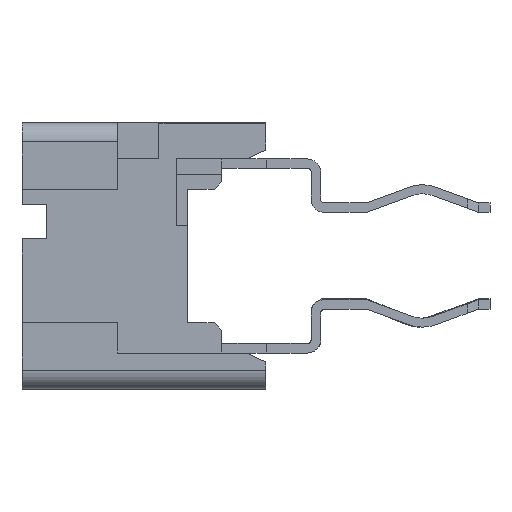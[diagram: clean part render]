
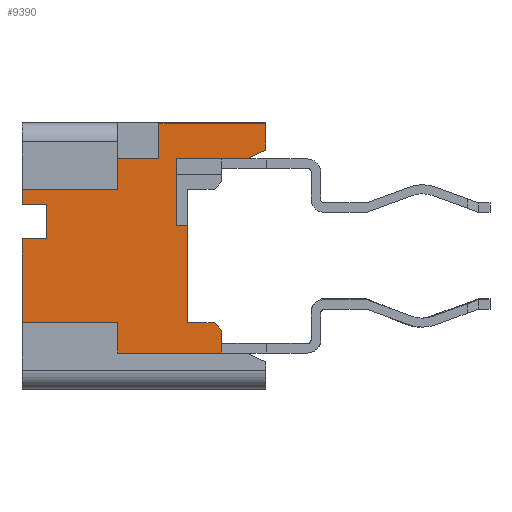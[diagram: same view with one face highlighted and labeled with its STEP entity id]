
A CAD part, left-side view. The second image highlights one B-rep face of the part: STEP entity #9390.
In plain terms, the highlighted planar face has unit normal (-1, 0, 0).
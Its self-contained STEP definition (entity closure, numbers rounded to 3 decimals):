
#27=DIRECTION('',(0.,0.,-1.));
#28=VECTOR('',#27,0.694);
#29=CARTESIAN_POINT('',(-5.985,0.,3.477));
#30=LINE('',#29,#28);
#89=DIRECTION('',(0.,1.,0.));
#90=VECTOR('',#89,0.7);
#91=CARTESIAN_POINT('',(-5.985,1.35,-1.75));
#92=LINE('',#91,#90);
#161=DIRECTION('',(0.,0.,1.));
#162=VECTOR('',#161,0.927);
#163=CARTESIAN_POINT('',(-5.985,2.8,2.55));
#164=LINE('',#163,#162);
#165=DIRECTION('',(0.,-1.,0.));
#166=VECTOR('',#165,2.8);
#167=CARTESIAN_POINT('',(-5.985,2.8,3.477));
#168=LINE('',#167,#166);
#169=DIRECTION('',(0.,0.,-1.));
#170=VECTOR('',#169,1.75);
#171=CARTESIAN_POINT('',(-5.985,2.35,2.55));
#172=LINE('',#171,#170);
#173=DIRECTION('',(0.,1.,0.));
#174=VECTOR('',#173,0.3);
#175=CARTESIAN_POINT('',(-5.985,2.05,0.8));
#176=LINE('',#175,#174);
#177=DIRECTION('',(0.,0.,-1.));
#178=VECTOR('',#177,2.55);
#179=CARTESIAN_POINT('',(-5.985,2.05,0.8));
#180=LINE('',#179,#178);
#181=DIRECTION('',(0.,-1.,0.));
#182=VECTOR('',#181,2.75);
#183=CARTESIAN_POINT('',(-5.985,3.9,-2.55));
#184=LINE('',#183,#182);
#185=DIRECTION('',(0.,0.,-1.));
#186=VECTOR('',#185,0.8);
#187=CARTESIAN_POINT('',(-5.985,3.9,-1.75));
#188=LINE('',#187,#186);
#189=DIRECTION('',(0.,1.,0.));
#190=VECTOR('',#189,2.5);
#191=CARTESIAN_POINT('',(-5.985,3.9,-1.75));
#192=LINE('',#191,#190);
#193=DIRECTION('',(0.,-1.,0.));
#194=VECTOR('',#193,0.65);
#195=CARTESIAN_POINT('',(-5.985,6.4,0.45));
#196=LINE('',#195,#194);
#197=DIRECTION('',(0.,0.,-1.));
#198=VECTOR('',#197,0.9);
#199=CARTESIAN_POINT('',(-5.985,5.75,1.35));
#200=LINE('',#199,#198);
#201=DIRECTION('',(0.,-1.,0.));
#202=VECTOR('',#201,0.65);
#203=CARTESIAN_POINT('',(-5.985,6.4,1.35));
#204=LINE('',#203,#202);
#205=DIRECTION('',(0.,-1.,0.));
#206=VECTOR('',#205,1.1);
#207=CARTESIAN_POINT('',(-5.985,3.9,2.55));
#208=LINE('',#207,#206);
#248=DIRECTION('',(0.,0.,-1.));
#249=VECTOR('',#248,0.8);
#250=CARTESIAN_POINT('',(-5.985,3.9,2.55));
#251=LINE('',#250,#249);
#484=DIRECTION('',(0.,0.,-1.));
#485=VECTOR('',#484,0.6);
#486=CARTESIAN_POINT('',(-5.985,1.15,-1.95));
#487=LINE('',#486,#485);
#596=DIRECTION('',(0.,-0.707,-0.707));
#597=VECTOR('',#596,0.283);
#598=CARTESIAN_POINT('',(-5.985,1.35,-1.75));
#599=LINE('',#598,#597);
#1799=DIRECTION('',(0.,1.,0.));
#1800=VECTOR('',#1799,2.5);
#1801=CARTESIAN_POINT('',(-5.985,3.9,1.75));
#1802=LINE('',#1801,#1800);
#1935=DIRECTION('',(0.,1.,0.));
#1936=VECTOR('',#1935,1.85);
#1937=CARTESIAN_POINT('',(-5.985,0.5,2.55));
#1938=LINE('',#1937,#1936);
#2671=DIRECTION('',(0.,0.906,-0.423));
#2672=VECTOR('',#2671,0.552);
#2673=CARTESIAN_POINT('',(-5.985,0.,2.783));
#2674=LINE('',#2673,#2672);
#2711=DIRECTION('',(0.,0.,1.));
#2712=VECTOR('',#2711,2.2);
#2713=CARTESIAN_POINT('',(-5.985,6.4,-1.75));
#2714=LINE('',#2713,#2712);
#2803=DIRECTION('',(0.,0.,1.));
#2804=VECTOR('',#2803,0.4);
#2805=CARTESIAN_POINT('',(-5.985,6.4,1.35));
#2806=LINE('',#2805,#2804);
#6977=CARTESIAN_POINT('',(-5.985,6.4,-1.75));
#6978=VERTEX_POINT('',#6977);
#6979=CARTESIAN_POINT('',(-5.985,6.4,1.75));
#6981=VERTEX_POINT('',#6979);
#7001=CARTESIAN_POINT('',(-5.985,6.4,0.45));
#7003=VERTEX_POINT('',#7001);
#7005=CARTESIAN_POINT('',(-5.985,6.4,1.35));
#7006=CARTESIAN_POINT('',(-5.985,5.75,1.35));
#7007=VERTEX_POINT('',#7005);
#7008=VERTEX_POINT('',#7006);
#7009=CARTESIAN_POINT('',(-5.985,5.75,0.45));
#7010=VERTEX_POINT('',#7009);
#7123=CARTESIAN_POINT('',(-5.985,3.9,-1.75));
#7124=VERTEX_POINT('',#7123);
#7125=CARTESIAN_POINT('',(-5.985,3.9,-2.55));
#7126=VERTEX_POINT('',#7125);
#7259=CARTESIAN_POINT('',(-5.985,2.05,0.8));
#7260=CARTESIAN_POINT('',(-5.985,2.05,-1.75));
#7261=VERTEX_POINT('',#7259);
#7262=VERTEX_POINT('',#7260);
#7521=CARTESIAN_POINT('',(-5.985,0.,3.477));
#7522=CARTESIAN_POINT('',(-5.985,0.,2.783));
#7523=VERTEX_POINT('',#7521);
#7524=VERTEX_POINT('',#7522);
#7553=CARTESIAN_POINT('',(-5.985,2.35,0.8));
#7554=VERTEX_POINT('',#7553);
#7561=CARTESIAN_POINT('',(-5.985,1.35,-1.75));
#7562=VERTEX_POINT('',#7561);
#7563=CARTESIAN_POINT('',(-5.985,1.15,-1.95));
#7564=VERTEX_POINT('',#7563);
#7565=CARTESIAN_POINT('',(-5.985,1.15,-2.55));
#7566=VERTEX_POINT('',#7565);
#7655=CARTESIAN_POINT('',(-5.985,3.9,2.55));
#7656=VERTEX_POINT('',#7655);
#7657=CARTESIAN_POINT('',(-5.985,2.8,2.55));
#7658=VERTEX_POINT('',#7657);
#7660=CARTESIAN_POINT('',(-5.985,3.9,1.75));
#7662=VERTEX_POINT('',#7660);
#7663=CARTESIAN_POINT('',(-5.985,0.5,2.55));
#7664=VERTEX_POINT('',#7663);
#7665=CARTESIAN_POINT('',(-5.985,2.35,2.55));
#7666=VERTEX_POINT('',#7665);
#7667=CARTESIAN_POINT('',(-5.985,2.8,3.477));
#7668=VERTEX_POINT('',#7667);
#9343=CARTESIAN_POINT('',(-5.985,0.,-1.75));
#9344=DIRECTION('',(-1.,0.,0.));
#9345=DIRECTION('',(0.,0.,1.));
#9346=AXIS2_PLACEMENT_3D('',#9343,#9344,#9345);
#9347=PLANE('',#9346);
#9349=ORIENTED_EDGE('',*,*,#9348,.T.);
#9351=ORIENTED_EDGE('',*,*,#9350,.T.);
#9352=ORIENTED_EDGE('',*,*,#9182,.T.);
#9354=ORIENTED_EDGE('',*,*,#9353,.T.);
#9356=ORIENTED_EDGE('',*,*,#9355,.T.);
#9358=ORIENTED_EDGE('',*,*,#9357,.T.);
#9360=ORIENTED_EDGE('',*,*,#9359,.F.);
#9362=ORIENTED_EDGE('',*,*,#9361,.T.);
#9363=ORIENTED_EDGE('',*,*,#9272,.F.);
#9365=ORIENTED_EDGE('',*,*,#9364,.T.);
#9367=ORIENTED_EDGE('',*,*,#9366,.T.);
#9369=ORIENTED_EDGE('',*,*,#9368,.F.);
#9370=ORIENTED_EDGE('',*,*,#9226,.F.);
#9371=ORIENTED_EDGE('',*,*,#9238,.T.);
#9373=ORIENTED_EDGE('',*,*,#9372,.T.);
#9375=ORIENTED_EDGE('',*,*,#9374,.T.);
#9377=ORIENTED_EDGE('',*,*,#9376,.F.);
#9379=ORIENTED_EDGE('',*,*,#9378,.F.);
#9381=ORIENTED_EDGE('',*,*,#9380,.T.);
#9383=ORIENTED_EDGE('',*,*,#9382,.F.);
#9385=ORIENTED_EDGE('',*,*,#9384,.F.);
#9387=ORIENTED_EDGE('',*,*,#9386,.T.);
#9388=EDGE_LOOP('',(#9349,#9351,#9352,#9354,#9356,#9358,#9360,#9362,#9363,#9365,
#9367,#9369,#9370,#9371,#9373,#9375,#9377,#9379,#9381,#9383,#9385,#9387));
#9389=FACE_OUTER_BOUND('',#9388,.F.);
#9390=ADVANCED_FACE('',(#9389),#9347,.T.);
#9182=EDGE_CURVE('',#7523,#7524,#30,.T.);
#9226=EDGE_CURVE('',#7124,#7126,#188,.T.);
#9238=EDGE_CURVE('',#7124,#6978,#192,.T.);
#9272=EDGE_CURVE('',#7562,#7262,#92,.T.);
#9348=EDGE_CURVE('',#7658,#7668,#164,.T.);
#9350=EDGE_CURVE('',#7668,#7523,#168,.T.);
#9353=EDGE_CURVE('',#7524,#7664,#2674,.T.);
#9355=EDGE_CURVE('',#7664,#7666,#1938,.T.);
#9357=EDGE_CURVE('',#7666,#7554,#172,.T.);
#9359=EDGE_CURVE('',#7261,#7554,#176,.T.);
#9361=EDGE_CURVE('',#7261,#7262,#180,.T.);
#9364=EDGE_CURVE('',#7562,#7564,#599,.T.);
#9366=EDGE_CURVE('',#7564,#7566,#487,.T.);
#9368=EDGE_CURVE('',#7126,#7566,#184,.T.);
#9372=EDGE_CURVE('',#6978,#7003,#2714,.T.);
#9374=EDGE_CURVE('',#7003,#7010,#196,.T.);
#9376=EDGE_CURVE('',#7008,#7010,#200,.T.);
#9378=EDGE_CURVE('',#7007,#7008,#204,.T.);
#9380=EDGE_CURVE('',#7007,#6981,#2806,.T.);
#9382=EDGE_CURVE('',#7662,#6981,#1802,.T.);
#9384=EDGE_CURVE('',#7656,#7662,#251,.T.);
#9386=EDGE_CURVE('',#7656,#7658,#208,.T.);
